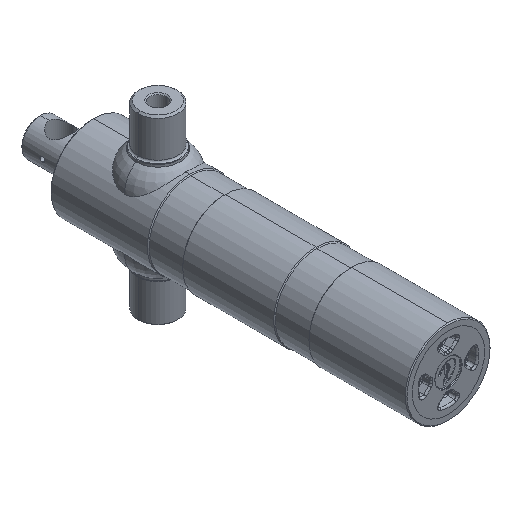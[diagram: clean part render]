
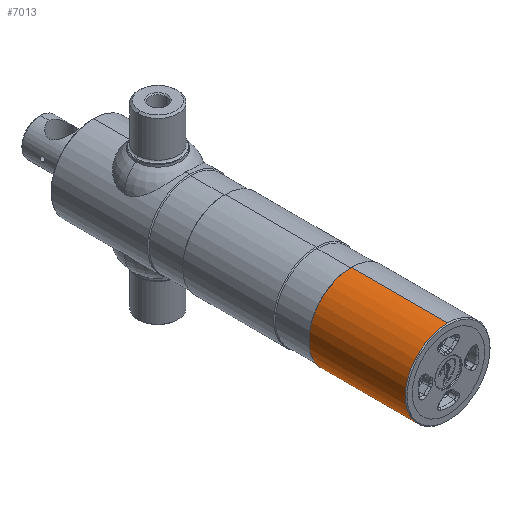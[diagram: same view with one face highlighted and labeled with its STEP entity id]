
A CAD part, isometric view. The second image highlights one B-rep face of the part: STEP entity #7013.
In plain terms, the highlighted cylindrical face has radius 48 mm (diameter 96 mm), a partial arc.
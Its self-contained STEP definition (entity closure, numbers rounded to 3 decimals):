
#317 = EDGE_LOOP ( 'NONE', ( #3569, #7145, #3797, #8028 ) ) ;
#721 = CARTESIAN_POINT ( 'NONE',  ( 0., 8.089, -48. ) ) ;
#736 = CARTESIAN_POINT ( 'NONE',  ( 0., 117.089, 0. ) ) ;
#1015 = VERTEX_POINT ( 'NONE', #7822 ) ;
#1424 = LINE ( 'NONE', #9352, #2958 ) ;
#1971 = CIRCLE ( 'NONE', #3986, 48. ) ;
#2294 = DIRECTION ( 'NONE',  ( 0., 0., -1. ) ) ;
#2438 = DIRECTION ( 'NONE',  ( 0., 0., -1. ) ) ;
#2678 = CARTESIAN_POINT ( 'NONE',  ( 0., 8.089, 0. ) ) ;
#2881 = VERTEX_POINT ( 'NONE', #8618 ) ;
#2958 = VECTOR ( 'NONE', #5680, 1000. ) ;
#3007 = EDGE_CURVE ( 'NONE', #1015, #4415, #9287, .T. ) ;
#3142 = EDGE_CURVE ( 'NONE', #2881, #4943, #1971, .T. ) ;
#3195 = DIRECTION ( 'NONE',  ( 0., -1., 0. ) ) ;
#3439 = DIRECTION ( 'NONE',  ( 0., -1., 0. ) ) ;
#3569 = ORIENTED_EDGE ( 'NONE', *, *, #7278, .F. ) ;
#3797 = ORIENTED_EDGE ( 'NONE', *, *, #8653, .T. ) ;
#3950 = CARTESIAN_POINT ( 'NONE',  ( 0., -39.431, 0. ) ) ;
#3986 = AXIS2_PLACEMENT_3D ( 'NONE', #736, #6723, #2294 ) ;
#4415 = VERTEX_POINT ( 'NONE', #721 ) ;
#4943 = VERTEX_POINT ( 'NONE', #9366 ) ;
#5403 = LINE ( 'NONE', #9064, #5524 ) ;
#5524 = VECTOR ( 'NONE', #6109, 1000. ) ;
#5680 = DIRECTION ( 'NONE',  ( 0., -1., 0. ) ) ;
#6109 = DIRECTION ( 'NONE',  ( 0., -1., 0. ) ) ;
#6723 = DIRECTION ( 'NONE',  ( 0., -1., 0. ) ) ;
#7013 = ADVANCED_FACE ( 'NONE', ( #7381 ), #8404, .T. ) ;
#7145 = ORIENTED_EDGE ( 'NONE', *, *, #3142, .T. ) ;
#7278 = EDGE_CURVE ( 'NONE', #2881, #1015, #1424, .T. ) ;
#7381 = FACE_OUTER_BOUND ( 'NONE', #317, .T. ) ;
#7609 = AXIS2_PLACEMENT_3D ( 'NONE', #2678, #3439, #7859 ) ;
#7822 = CARTESIAN_POINT ( 'NONE',  ( 0., 8.089, 48. ) ) ;
#7859 = DIRECTION ( 'NONE',  ( 0., 0., -1. ) ) ;
#8028 = ORIENTED_EDGE ( 'NONE', *, *, #3007, .F. ) ;
#8404 = CYLINDRICAL_SURFACE ( 'NONE', #8891, 48. ) ;
#8618 = CARTESIAN_POINT ( 'NONE',  ( 0., 117.089, 48. ) ) ;
#8653 = EDGE_CURVE ( 'NONE', #4943, #4415, #5403, .T. ) ;
#8891 = AXIS2_PLACEMENT_3D ( 'NONE', #3950, #3195, #2438 ) ;
#9064 = CARTESIAN_POINT ( 'NONE',  ( 0., -39.431, -48. ) ) ;
#9287 = CIRCLE ( 'NONE', #7609, 48. ) ;
#9352 = CARTESIAN_POINT ( 'NONE',  ( 0., -39.431, 48. ) ) ;
#9366 = CARTESIAN_POINT ( 'NONE',  ( 0., 117.089, -48. ) ) ;
